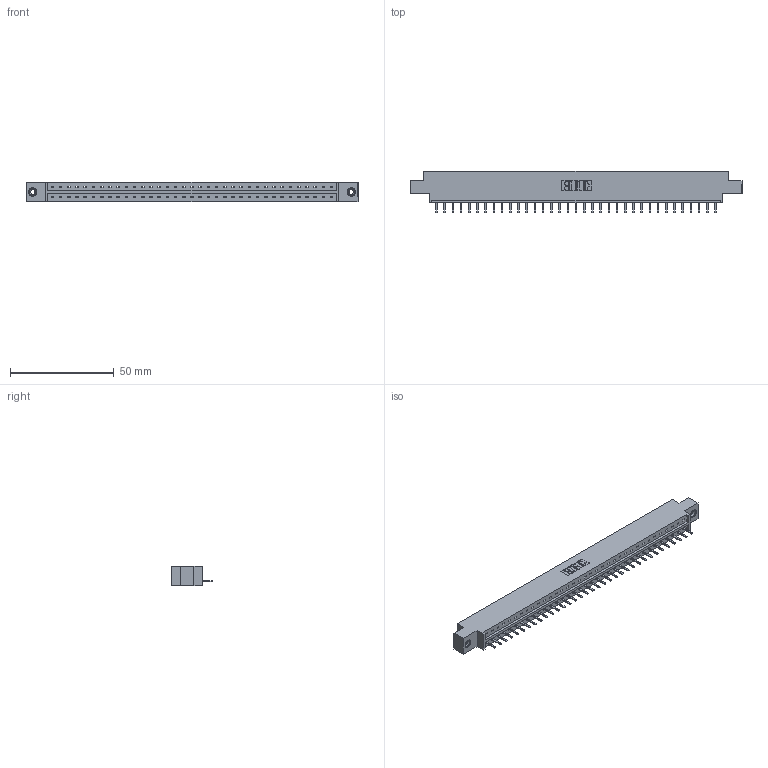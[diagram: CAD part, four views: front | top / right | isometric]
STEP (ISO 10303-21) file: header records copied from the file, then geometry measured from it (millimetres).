
FILE_DESCRIPTION (( 'STEP AP203' ), '1' );
FILE_NAME ('833-035-520-608.STEP', '2020-06-03T00:09:47', ( '' ), ( '' ), 'SwSTEP 2.0', 'SolidWorks 2020', '' );
FILE_SCHEMA (( 'CONFIG_CONTROL_DESIGN' ));
Length unit declared in the file: inch
Products named in the file (4): 345-292-001_345-293-120; 833-035-520-608; 345-250-001_345-250-003-102; 833 Part_Offset - .156 Dia - TI
Assembly tree (38 placements, depth 2):
  833-035-520-608
    833 Part_Offset - .156 Dia - TI
    345-292-001_345-293-120  x35
    345-250-001_345-250-003-102  x2
Bounding box: 160.22 x 20.02 x 9.4 mm (x, y, z)
Volume: 15727.8 mm3; surface area: 16842.1 mm2
Topology: 38 solids, 38 shells, 2348 faces, 6899 edges, 4498 vertices
Faces by surface type: plane 1646, cylinder 686, cone 12, torus 4
Entity records: 23734 total; most frequent: CARTESIAN_POINT 4090, ORIENTED_EDGE 4042, DIRECTION 3485, EDGE_CURVE 2021, LINE 1869, VECTOR 1869, VERTEX_POINT 1340, AXIS2_PLACEMENT_3D 808
